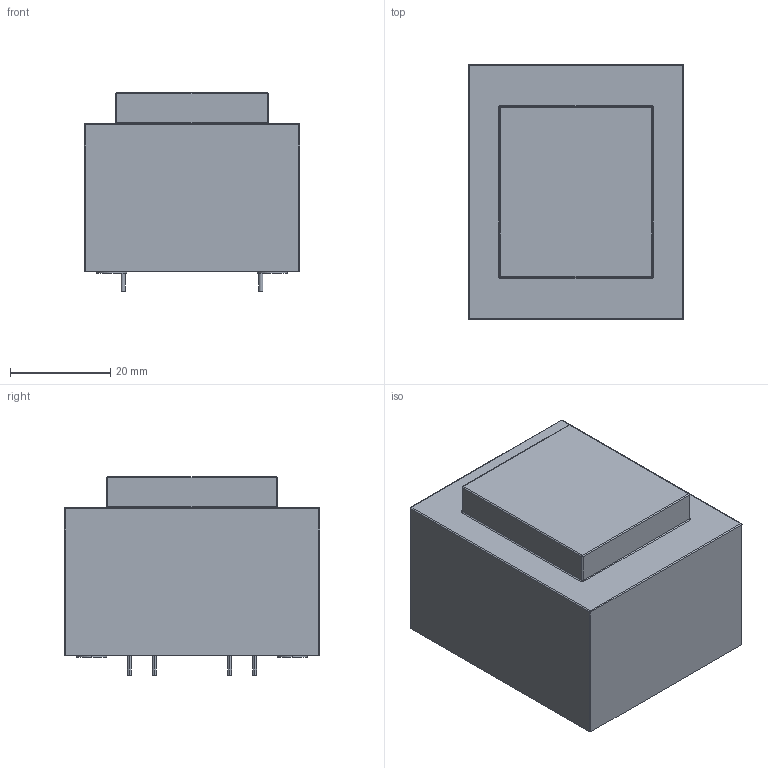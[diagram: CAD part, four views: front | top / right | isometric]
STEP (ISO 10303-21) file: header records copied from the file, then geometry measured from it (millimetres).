
FILE_DESCRIPTION((''),'2;1');
FILE_NAME('XFMR_BLOCK_PT7.5-2.stp','2012-07-02T11:19:29',(''),(''),'Mechanical Desktop 2011','Mechanical Desktop 2011',', , ');
FILE_SCHEMA(('AUTOMOTIVE_DESIGN { 1 2 10303 214 1 1 1 1 }'));
Length unit declared in the file: millimetre
Products named in the file (1): Product
Bounding box: 43 x 51 x 39.6 mm (x, y, z)
Volume: 69989.4 mm3; surface area: 11444.5 mm2
Topology: 11 solids, 11 shells, 110 faces, 220 edges, 134 vertices
Faces by surface type: cylinder 56, plane 40, sphere 10, bspline 4
Entity records: 3062 total; most frequent: CARTESIAN_POINT 637, DIRECTION 554, ORIENTED_EDGE 432, AXIS2_PLACEMENT_3D 231, EDGE_CURVE 216, VERTEX_POINT 134, CIRCLE 124, EDGE_LOOP 124
